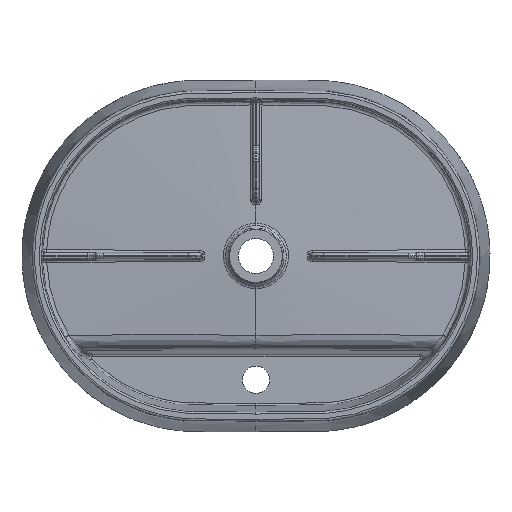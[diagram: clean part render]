
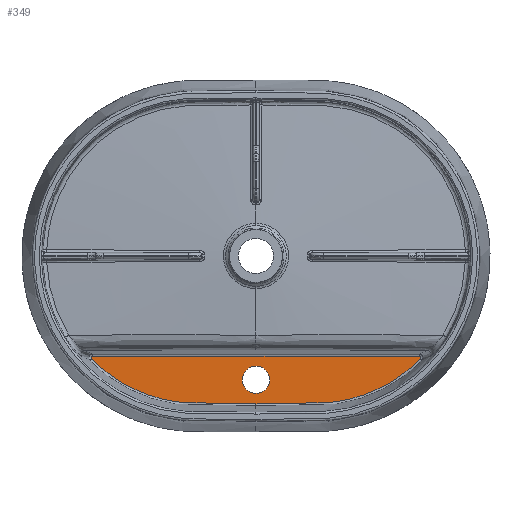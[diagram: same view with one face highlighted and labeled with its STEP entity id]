
A CAD part, front view. The second image highlights one B-rep face of the part: STEP entity #349.
In plain terms, the highlighted planar face has unit normal (0, -1, 0).
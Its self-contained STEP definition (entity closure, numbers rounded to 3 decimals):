
#186=CIRCLE('',#2582,17.5);
#187=CIRCLE('',#2583,17.5);
#327=FACE_BOUND('',#707,.T.);
#328=FACE_BOUND('',#708,.T.);
#349=ADVANCED_FACE('',(#327,#328),#516,.F.);
#516=PLANE('',#2584);
#707=EDGE_LOOP('',(#1201,#1202,#1203,#1204,#1205,#1206,#1207));
#708=EDGE_LOOP('',(#1208,#1209));
#915=B_SPLINE_CURVE_WITH_KNOTS('',3,(#4064,#4065,#4066,#4067),
 .UNSPECIFIED.,.F.,.F.,(4,4),(0.,1.),.UNSPECIFIED.);
#916=B_SPLINE_CURVE_WITH_KNOTS('',3,(#4070,#4071,#4072,#4073),
 .UNSPECIFIED.,.F.,.F.,(4,4),(0.,1.),.UNSPECIFIED.);
#917=B_SPLINE_CURVE_WITH_KNOTS('',3,(#4075,#4076,#4077,#4078,#4079,#4080,
#4081,#4082,#4083,#4084,#4085,#4086,#4087,#4088,#4089,#4090),
 .UNSPECIFIED.,.F.,.F.,(4,2,2,2,2,2,2,4),(0.,0.25,0.375,0.5,0.625,0.688,
0.75,1.),.UNSPECIFIED.);
#918=B_SPLINE_CURVE_WITH_KNOTS('',3,(#4092,#4093,#4094,#4095,#4096,#4097,
#4098,#4099,#4100,#4101,#4102,#4103,#4104,#4105,#4106,#4107,#4108,#4109,
#4110,#4111,#4112,#4113),.UNSPECIFIED.,.F.,.F.,(4,3,3,3,3,3,3,4),(0.,0.138,
0.28,0.42,0.561,0.706,
0.853,1.),.UNSPECIFIED.);
#919=B_SPLINE_CURVE_WITH_KNOTS('',3,(#4117,#4118,#4119,#4120,#4121,#4122,
#4123,#4124,#4125,#4126,#4127,#4128,#4129,#4130,#4131,#4132,#4133,#4134,
#4135,#4136,#4137,#4138),.UNSPECIFIED.,.F.,.F.,(4,3,3,3,3,3,3,4),(0.,0.138,
0.28,0.42,0.561,0.706,
0.853,1.),.UNSPECIFIED.);
#920=B_SPLINE_CURVE_WITH_KNOTS('',3,(#4140,#4141,#4142,#4143,#4144,#4145,
#4146,#4147,#4148,#4149,#4150,#4151,#4152,#4153,#4154,#4155),
 .UNSPECIFIED.,.F.,.F.,(4,2,2,2,2,2,2,4),(0.,0.25,0.375,0.5,0.625,0.688,
0.75,1.),.UNSPECIFIED.);
#1201=ORIENTED_EDGE('',*,*,#2198,.T.);
#1202=ORIENTED_EDGE('',*,*,#2199,.F.);
#1203=ORIENTED_EDGE('',*,*,#2200,.F.);
#1204=ORIENTED_EDGE('',*,*,#2201,.F.);
#1205=ORIENTED_EDGE('',*,*,#2202,.T.);
#1206=ORIENTED_EDGE('',*,*,#2203,.T.);
#1207=ORIENTED_EDGE('',*,*,#2204,.T.);
#1208=ORIENTED_EDGE('',*,*,#2205,.F.);
#1209=ORIENTED_EDGE('',*,*,#2206,.T.);
#1969=VERTEX_POINT('',#4068);
#1970=VERTEX_POINT('',#4069);
#1971=VERTEX_POINT('',#4074);
#1972=VERTEX_POINT('',#4091);
#1973=VERTEX_POINT('',#4114);
#1974=VERTEX_POINT('',#4116);
#1975=VERTEX_POINT('',#4139);
#1976=VERTEX_POINT('',#4157);
#1977=VERTEX_POINT('',#4158);
#2198=EDGE_CURVE('',#1969,#1970,#915,.T.);
#2199=EDGE_CURVE('',#1971,#1970,#916,.T.);
#2200=EDGE_CURVE('',#1972,#1971,#917,.T.);
#2201=EDGE_CURVE('',#1973,#1972,#918,.T.);
#2202=EDGE_CURVE('',#1973,#1974,#2537,.T.);
#2203=EDGE_CURVE('',#1974,#1975,#919,.T.);
#2204=EDGE_CURVE('',#1975,#1969,#920,.T.);
#2205=EDGE_CURVE('',#1976,#1977,#186,.T.);
#2206=EDGE_CURVE('',#1976,#1977,#187,.T.);
#2537=LINE('',#4115,#2553);
#2553=VECTOR('',#2741,1.);
#2582=AXIS2_PLACEMENT_3D('',#4156,#2742,#2743);
#2583=AXIS2_PLACEMENT_3D('',#4159,#2744,#2745);
#2584=AXIS2_PLACEMENT_3D('',#4160,#2746,#2747);
#2741=DIRECTION('',(-1.,0.,0.));
#2742=DIRECTION('',(0.,-1.,0.));
#2743=DIRECTION('',(0.,0.,1.));
#2744=DIRECTION('',(0.,1.,0.));
#2745=DIRECTION('',(0.,0.,1.));
#2746=DIRECTION('',(0.,1.,0.));
#2747=DIRECTION('',(-1.,0.,0.));
#4064=CARTESIAN_POINT('',(-0.012,108.,-189.169));
#4065=CARTESIAN_POINT('',(-0.008,108.,-189.169));
#4066=CARTESIAN_POINT('',(-0.004,108.,-189.169));
#4067=CARTESIAN_POINT('',(0.,108.,-189.169));
#4068=CARTESIAN_POINT('',(-0.012,108.,-189.169));
#4069=CARTESIAN_POINT('',(0.,108.,-189.169));
#4070=CARTESIAN_POINT('',(0.012,108.,-189.169));
#4071=CARTESIAN_POINT('',(0.008,108.,-189.169));
#4072=CARTESIAN_POINT('',(0.004,108.,-189.169));
#4073=CARTESIAN_POINT('',(0.,108.,-189.169));
#4074=CARTESIAN_POINT('',(0.012,108.,-189.169));
#4075=CARTESIAN_POINT('',(210.813,108.,-131.689));
#4076=CARTESIAN_POINT('',(197.548,108.,-145.302));
#4077=CARTESIAN_POINT('',(182.611,108.,-156.622));
#4078=CARTESIAN_POINT('',(157.736,108.,-170.212));
#4079=CARTESIAN_POINT('',(149.055,108.,-174.138));
#4080=CARTESIAN_POINT('',(131.426,108.,-180.584));
#4081=CARTESIAN_POINT('',(122.413,108.,-183.148));
#4082=CARTESIAN_POINT('',(103.978,108.,-186.922));
#4083=CARTESIAN_POINT('',(94.505,108.,-188.15));
#4084=CARTESIAN_POINT('',(80.341,108.,-188.878));
#4085=CARTESIAN_POINT('',(75.616,108.,-188.902));
#4086=CARTESIAN_POINT('',(66.165,108.,-188.915));
#4087=CARTESIAN_POINT('',(61.439,108.,-188.921));
#4088=CARTESIAN_POINT('',(37.814,108.,-189.055));
#4089=CARTESIAN_POINT('',(18.912,108.,-189.096));
#4090=CARTESIAN_POINT('',(0.012,108.,-189.169));
#4091=CARTESIAN_POINT('',(210.813,108.,-131.689));
#4092=CARTESIAN_POINT('',(209.386,108.,-128.306));
#4093=CARTESIAN_POINT('',(209.601,108.,-128.306));
#4094=CARTESIAN_POINT('',(209.819,108.,-128.34));
#4095=CARTESIAN_POINT('',(210.024,108.,-128.407));
#4096=CARTESIAN_POINT('',(210.233,108.,-128.475));
#4097=CARTESIAN_POINT('',(210.434,108.,-128.579));
#4098=CARTESIAN_POINT('',(210.61,108.,-128.712));
#4099=CARTESIAN_POINT('',(210.785,108.,-128.843));
#4100=CARTESIAN_POINT('',(210.939,108.,-129.006));
#4101=CARTESIAN_POINT('',(211.061,108.,-129.187));
#4102=CARTESIAN_POINT('',(211.184,108.,-129.37));
#4103=CARTESIAN_POINT('',(211.276,108.,-129.577));
#4104=CARTESIAN_POINT('',(211.331,108.,-129.79));
#4105=CARTESIAN_POINT('',(211.387,108.,-130.008));
#4106=CARTESIAN_POINT('',(211.405,108.,-130.239));
#4107=CARTESIAN_POINT('',(211.384,108.,-130.462));
#4108=CARTESIAN_POINT('',(211.363,108.,-130.69));
#4109=CARTESIAN_POINT('',(211.301,108.,-130.917));
#4110=CARTESIAN_POINT('',(211.204,108.,-131.125));
#4111=CARTESIAN_POINT('',(211.107,108.,-131.332));
#4112=CARTESIAN_POINT('',(210.973,108.,-131.525));
#4113=CARTESIAN_POINT('',(210.813,108.,-131.689));
#4114=CARTESIAN_POINT('',(209.386,108.,-128.306));
#4115=CARTESIAN_POINT('',(-208.817,108.,-128.306));
#4116=CARTESIAN_POINT('',(-209.386,108.,-128.306));
#4117=CARTESIAN_POINT('',(-209.386,108.,-128.306));
#4118=CARTESIAN_POINT('',(-209.601,108.,-128.306));
#4119=CARTESIAN_POINT('',(-209.819,108.,-128.34));
#4120=CARTESIAN_POINT('',(-210.024,108.,-128.407));
#4121=CARTESIAN_POINT('',(-210.233,108.,-128.475));
#4122=CARTESIAN_POINT('',(-210.434,108.,-128.579));
#4123=CARTESIAN_POINT('',(-210.61,108.,-128.712));
#4124=CARTESIAN_POINT('',(-210.785,108.,-128.843));
#4125=CARTESIAN_POINT('',(-210.939,108.,-129.006));
#4126=CARTESIAN_POINT('',(-211.061,108.,-129.187));
#4127=CARTESIAN_POINT('',(-211.184,108.,-129.37));
#4128=CARTESIAN_POINT('',(-211.276,108.,-129.577));
#4129=CARTESIAN_POINT('',(-211.331,108.,-129.79));
#4130=CARTESIAN_POINT('',(-211.387,108.,-130.008));
#4131=CARTESIAN_POINT('',(-211.405,108.,-130.239));
#4132=CARTESIAN_POINT('',(-211.384,108.,-130.462));
#4133=CARTESIAN_POINT('',(-211.363,108.,-130.69));
#4134=CARTESIAN_POINT('',(-211.301,108.,-130.917));
#4135=CARTESIAN_POINT('',(-211.204,108.,-131.125));
#4136=CARTESIAN_POINT('',(-211.107,108.,-131.332));
#4137=CARTESIAN_POINT('',(-210.973,108.,-131.525));
#4138=CARTESIAN_POINT('',(-210.813,108.,-131.689));
#4139=CARTESIAN_POINT('',(-210.813,108.,-131.689));
#4140=CARTESIAN_POINT('',(-210.813,108.,-131.689));
#4141=CARTESIAN_POINT('',(-197.548,108.,-145.302));
#4142=CARTESIAN_POINT('',(-182.611,108.,-156.622));
#4143=CARTESIAN_POINT('',(-157.736,108.,-170.212));
#4144=CARTESIAN_POINT('',(-149.055,108.,-174.138));
#4145=CARTESIAN_POINT('',(-131.426,108.,-180.584));
#4146=CARTESIAN_POINT('',(-122.413,108.,-183.148));
#4147=CARTESIAN_POINT('',(-103.978,108.,-186.922));
#4148=CARTESIAN_POINT('',(-94.505,108.,-188.15));
#4149=CARTESIAN_POINT('',(-80.341,108.,-188.878));
#4150=CARTESIAN_POINT('',(-75.616,108.,-188.902));
#4151=CARTESIAN_POINT('',(-66.165,108.,-188.915));
#4152=CARTESIAN_POINT('',(-61.439,108.,-188.921));
#4153=CARTESIAN_POINT('',(-37.814,108.,-189.055));
#4154=CARTESIAN_POINT('',(-18.912,108.,-189.096));
#4155=CARTESIAN_POINT('',(-0.012,108.,-189.169));
#4156=CARTESIAN_POINT('',(0.,108.,-158.737));
#4157=CARTESIAN_POINT('',(0.,108.,-141.237));
#4158=CARTESIAN_POINT('',(0.,108.,-176.237));
#4159=CARTESIAN_POINT('',(0.,108.,-158.737));
#4160=CARTESIAN_POINT('',(260.,108.,-225.173));
